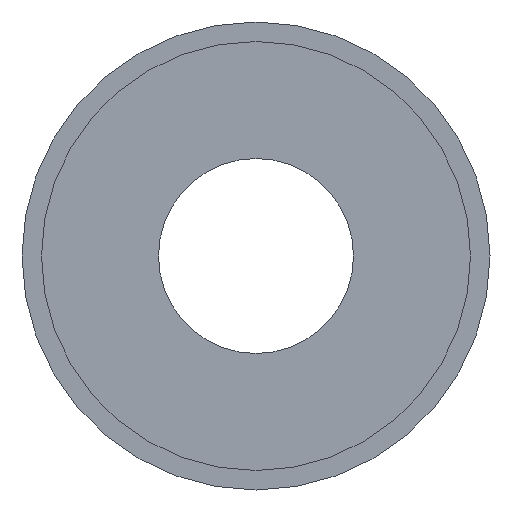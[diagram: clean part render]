
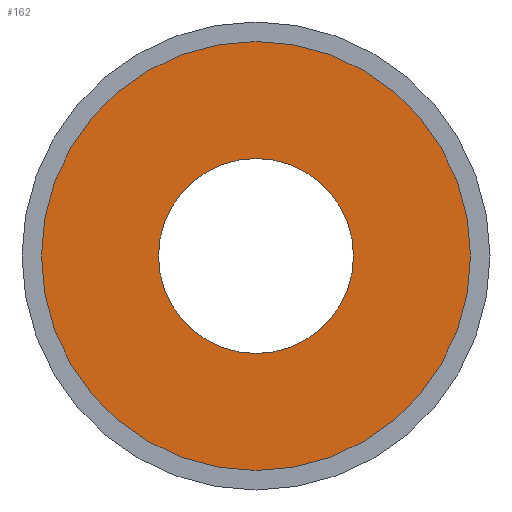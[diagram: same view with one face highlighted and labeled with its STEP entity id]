
A CAD part, front view. The second image highlights one B-rep face of the part: STEP entity #162.
In plain terms, the highlighted planar face has unit normal (0, -1, 0).
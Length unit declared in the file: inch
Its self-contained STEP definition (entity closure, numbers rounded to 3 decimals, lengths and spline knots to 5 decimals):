
#1=CARTESIAN_POINT('',(0.,0.,0.));
#2=DIRECTION('',(0.,1.,0.));
#3=DIRECTION('',(1.,0.,0.));
#4=AXIS2_PLACEMENT_3D('',#1,#2,#3);
#6=CARTESIAN_POINT('',(0.,0.,0.));
#7=DIRECTION('',(0.,1.,0.));
#8=DIRECTION('',(-1.,0.,0.));
#9=AXIS2_PLACEMENT_3D('',#6,#7,#8);
#11=CARTESIAN_POINT('',(0.,0.,0.));
#12=DIRECTION('',(0.,-1.,0.));
#13=DIRECTION('',(1.,0.,0.));
#14=AXIS2_PLACEMENT_3D('',#11,#12,#13);
#16=CARTESIAN_POINT('',(0.,0.,0.));
#17=DIRECTION('',(0.,-1.,0.));
#18=DIRECTION('',(-1.,0.,0.));
#19=AXIS2_PLACEMENT_3D('',#16,#17,#18);
#113=CARTESIAN_POINT('',(11.,0.,0.));
#114=CARTESIAN_POINT('',(-11.,0.,0.));
#115=VERTEX_POINT('',#113);
#116=VERTEX_POINT('',#114);
#137=CARTESIAN_POINT('',(5.,0.,0.));
#138=CARTESIAN_POINT('',(-5.,0.,0.));
#139=VERTEX_POINT('',#137);
#140=VERTEX_POINT('',#138);
#145=CARTESIAN_POINT('',(0.,0.,0.));
#146=DIRECTION('',(0.,1.,0.));
#147=DIRECTION('',(1.,0.,0.));
#148=AXIS2_PLACEMENT_3D('',#145,#146,#147);
#149=PLANE('',#148);
#151=ORIENTED_EDGE('',*,*,#150,.T.);
#153=ORIENTED_EDGE('',*,*,#152,.T.);
#154=EDGE_LOOP('',(#151,#153));
#155=FACE_OUTER_BOUND('',#154,.F.);
#157=ORIENTED_EDGE('',*,*,#156,.T.);
#159=ORIENTED_EDGE('',*,*,#158,.T.);
#160=EDGE_LOOP('',(#157,#159));
#161=FACE_BOUND('',#160,.F.);
#162=ADVANCED_FACE('',(#155,#161),#149,.F.);
#5=CIRCLE('',#4,11.);
#10=CIRCLE('',#9,11.);
#15=CIRCLE('',#14,5.);
#20=CIRCLE('',#19,5.);
#150=EDGE_CURVE('',#115,#116,#5,.T.);
#152=EDGE_CURVE('',#116,#115,#10,.T.);
#156=EDGE_CURVE('',#139,#140,#15,.T.);
#158=EDGE_CURVE('',#140,#139,#20,.T.);
